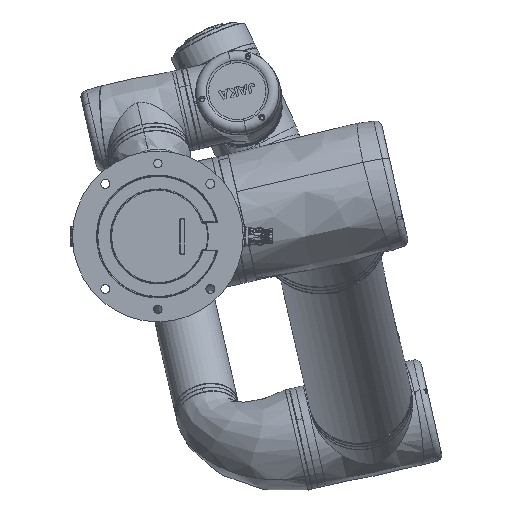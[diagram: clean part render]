
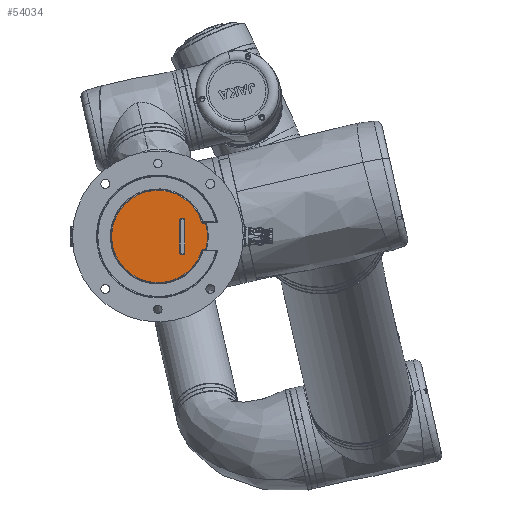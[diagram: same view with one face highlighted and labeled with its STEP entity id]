
A CAD part, front view. The second image highlights one B-rep face of the part: STEP entity #54034.
In plain terms, the highlighted planar face has unit normal (0, -1, 0).
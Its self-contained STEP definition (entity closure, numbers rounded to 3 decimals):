
#692 = CARTESIAN_POINT ( 'NONE',  ( 69.981, 109.297, 130.388 ) ) ;
#1529 = VERTEX_POINT ( 'NONE', #20974 ) ;
#1578 = DIRECTION ( 'NONE',  ( 0., -1., 0. ) ) ;
#2856 = DIRECTION ( 'NONE',  ( 0., 0., -1. ) ) ;
#2968 = CARTESIAN_POINT ( 'NONE',  ( 88.981, 109.297, 137.419 ) ) ;
#3681 = CARTESIAN_POINT ( 'NONE',  ( 47.481, 109.297, 170.892 ) ) ;
#5002 = CARTESIAN_POINT ( 'NONE',  ( 47.481, 109.297, 162.884 ) ) ;
#6562 = CIRCLE ( 'NONE', #38185, 2. ) ;
#6657 = VECTOR ( 'NONE', #79835, 1000. ) ;
#7505 = EDGE_CURVE ( 'NONE', #81454, #83307, #45202, .T. ) ;
#7674 = EDGE_CURVE ( 'NONE', #42903, #86708, #74169, .T. ) ;
#7839 = CARTESIAN_POINT ( 'NONE',  ( 69.981, 109.297, 201.888 ) ) ;
#13600 = CARTESIAN_POINT ( 'NONE',  ( 69.981, 109.297, 201.888 ) ) ;
#14362 = ORIENTED_EDGE ( 'NONE', *, *, #7674, .T. ) ;
#14539 = ORIENTED_EDGE ( 'NONE', *, *, #7505, .F. ) ;
#15817 = DIRECTION ( 'NONE',  ( 0., 0., -1. ) ) ;
#15902 = ORIENTED_EDGE ( 'NONE', *, *, #20097, .F. ) ;
#16077 = LINE ( 'NONE', #5002, #72366 ) ;
#16864 = VERTEX_POINT ( 'NONE', #83869 ) ;
#17165 = DIRECTION ( 'NONE',  ( -1., 0., 0. ) ) ;
#17699 = CARTESIAN_POINT ( 'NONE',  ( 90.368, 109.297, 138.59 ) ) ;
#20097 = EDGE_CURVE ( 'NONE', #1529, #81454, #57938, .T. ) ;
#20974 = CARTESIAN_POINT ( 'NONE',  ( 92.481, 109.297, 162.884 ) ) ;
#24070 = DIRECTION ( 'NONE',  ( 0., -1., 0. ) ) ;
#25406 = EDGE_CURVE ( 'NONE', #83307, #83314, #74090, .T. ) ;
#25466 = DIRECTION ( 'NONE',  ( 1., 0., 0. ) ) ;
#25738 = DIRECTION ( 'NONE',  ( 0., -1., 0. ) ) ;
#27170 = CARTESIAN_POINT ( 'NONE',  ( 49.594, 109.297, 138.59 ) ) ;
#27363 = ORIENTED_EDGE ( 'NONE', *, *, #40052, .T. ) ;
#27599 = VECTOR ( 'NONE', #17165, 1000. ) ;
#28403 = VERTEX_POINT ( 'NONE', #28529 ) ;
#28458 = CARTESIAN_POINT ( 'NONE',  ( 90.981, 109.297, 136.686 ) ) ;
#28529 = CARTESIAN_POINT ( 'NONE',  ( 50.981, 109.297, 136.686 ) ) ;
#29484 = DIRECTION ( 'NONE',  ( 0., -1., 0. ) ) ;
#34831 = CARTESIAN_POINT ( 'NONE',  ( 92.481, 109.297, 166.888 ) ) ;
#35330 = ORIENTED_EDGE ( 'NONE', *, *, #65507, .T. ) ;
#35585 = DIRECTION ( 'NONE',  ( 0., 0., -1. ) ) ;
#35599 = CARTESIAN_POINT ( 'NONE',  ( 88.981, 109.297, 132.958 ) ) ;
#36203 = DIRECTION ( 'NONE',  ( 0., 0., -1. ) ) ;
#36992 = EDGE_CURVE ( 'NONE', #70495, #84702, #65913, .T. ) ;
#37540 = ORIENTED_EDGE ( 'NONE', *, *, #89996, .F. ) ;
#37885 = DIRECTION ( 'NONE',  ( 0., 0., -1. ) ) ;
#37973 = CARTESIAN_POINT ( 'NONE',  ( 47.481, 109.297, 166.888 ) ) ;
#38185 = AXIS2_PLACEMENT_3D ( 'NONE', #28458, #77794, #35585 ) ;
#38209 = PLANE ( 'NONE',  #58570 ) ;
#40052 = EDGE_CURVE ( 'NONE', #28403, #16864, #44480, .T. ) ;
#42903 = VERTEX_POINT ( 'NONE', #17699 ) ;
#44247 = DIRECTION ( 'NONE',  ( 0., 0., -1. ) ) ;
#44480 = LINE ( 'NONE', #59381, #45909 ) ;
#44764 = EDGE_CURVE ( 'NONE', #83314, #1529, #16077, .T. ) ;
#45062 = DIRECTION ( 'NONE',  ( 0., -1., 0. ) ) ;
#45202 = LINE ( 'NONE', #3681, #27599 ) ;
#45909 = VECTOR ( 'NONE', #84791, 1000. ) ;
#48961 = DIRECTION ( 'NONE',  ( 0., -1., 0. ) ) ;
#50015 = ORIENTED_EDGE ( 'NONE', *, *, #65792, .T. ) ;
#51575 = ORIENTED_EDGE ( 'NONE', *, *, #44764, .F. ) ;
#52152 = CARTESIAN_POINT ( 'NONE',  ( 69.981, 109.297, 201.888 ) ) ;
#54034 = ADVANCED_FACE ( 'NONE', ( #62651, #67098 ), #38209, .T. ) ;
#54522 = DIRECTION ( 'NONE',  ( 0., 0., -1. ) ) ;
#55646 = VERTEX_POINT ( 'NONE', #65541 ) ;
#57938 = CIRCLE ( 'NONE', #84885, 4.004 ) ;
#58267 = CARTESIAN_POINT ( 'NONE',  ( 92.481, 109.297, 170.892 ) ) ;
#58570 = AXIS2_PLACEMENT_3D ( 'NONE', #78701, #25738, #36203 ) ;
#59381 = CARTESIAN_POINT ( 'NONE',  ( 50.981, 109.297, 132.201 ) ) ;
#62651 = FACE_OUTER_BOUND ( 'NONE', #73820, .T. ) ;
#63042 = ORIENTED_EDGE ( 'NONE', *, *, #36992, .T. ) ;
#65507 = EDGE_CURVE ( 'NONE', #16864, #70495, #78926, .T. ) ;
#65541 = CARTESIAN_POINT ( 'NONE',  ( 88.981, 109.297, 136.686 ) ) ;
#65792 = EDGE_CURVE ( 'NONE', #84702, #55646, #90072, .T. ) ;
#65913 = CIRCLE ( 'NONE', #87102, 71.5 ) ;
#66126 = CARTESIAN_POINT ( 'NONE',  ( 47.481, 109.297, 162.884 ) ) ;
#67098 = FACE_BOUND ( 'NONE', #80750, .T. ) ;
#69162 = ORIENTED_EDGE ( 'NONE', *, *, #90319, .F. ) ;
#70495 = VERTEX_POINT ( 'NONE', #692 ) ;
#72366 = VECTOR ( 'NONE', #25466, 1000. ) ;
#73779 = AXIS2_PLACEMENT_3D ( 'NONE', #52152, #78112, #15817 ) ;
#73820 = EDGE_LOOP ( 'NONE', ( #27363, #35330, #63042, #50015, #37540, #14362, #69162 ) ) ;
#74090 = CIRCLE ( 'NONE', #83141, 4.004 ) ;
#74169 = CIRCLE ( 'NONE', #73779, 66.5 ) ;
#75156 = AXIS2_PLACEMENT_3D ( 'NONE', #13600, #48961, #84938 ) ;
#77794 = DIRECTION ( 'NONE',  ( 0., -1., 0. ) ) ;
#78112 = DIRECTION ( 'NONE',  ( 0., -1., 0. ) ) ;
#78701 = CARTESIAN_POINT ( 'NONE',  ( 69.981, 109.297, 201.888 ) ) ;
#78926 = CIRCLE ( 'NONE', #75156, 71.5 ) ;
#79835 = DIRECTION ( 'NONE',  ( 0., 0., 1. ) ) ;
#80750 = EDGE_LOOP ( 'NONE', ( #14539, #15902, #51575, #87518 ) ) ;
#81454 = VERTEX_POINT ( 'NONE', #58267 ) ;
#82109 = CARTESIAN_POINT ( 'NONE',  ( 47.481, 109.297, 170.892 ) ) ;
#83141 = AXIS2_PLACEMENT_3D ( 'NONE', #37973, #29484, #44247 ) ;
#83307 = VERTEX_POINT ( 'NONE', #82109 ) ;
#83314 = VERTEX_POINT ( 'NONE', #66126 ) ;
#83869 = CARTESIAN_POINT ( 'NONE',  ( 50.981, 109.297, 132.958 ) ) ;
#84702 = VERTEX_POINT ( 'NONE', #35599 ) ;
#84791 = DIRECTION ( 'NONE',  ( 0., 0., -1. ) ) ;
#84885 = AXIS2_PLACEMENT_3D ( 'NONE', #34831, #24070, #37885 ) ;
#84938 = DIRECTION ( 'NONE',  ( 0., 0., -1. ) ) ;
#84986 = AXIS2_PLACEMENT_3D ( 'NONE', #87268, #45062, #2856 ) ;
#85738 = CIRCLE ( 'NONE', #84986, 2. ) ;
#86708 = VERTEX_POINT ( 'NONE', #27170 ) ;
#87102 = AXIS2_PLACEMENT_3D ( 'NONE', #7839, #1578, #54522 ) ;
#87268 = CARTESIAN_POINT ( 'NONE',  ( 48.981, 109.297, 136.686 ) ) ;
#87518 = ORIENTED_EDGE ( 'NONE', *, *, #25406, .F. ) ;
#89996 = EDGE_CURVE ( 'NONE', #42903, #55646, #6562, .T. ) ;
#90072 = LINE ( 'NONE', #2968, #6657 ) ;
#90319 = EDGE_CURVE ( 'NONE', #28403, #86708, #85738, .T. ) ;
